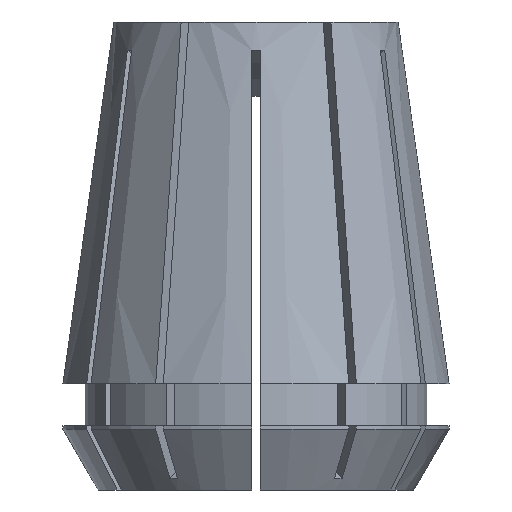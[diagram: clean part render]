
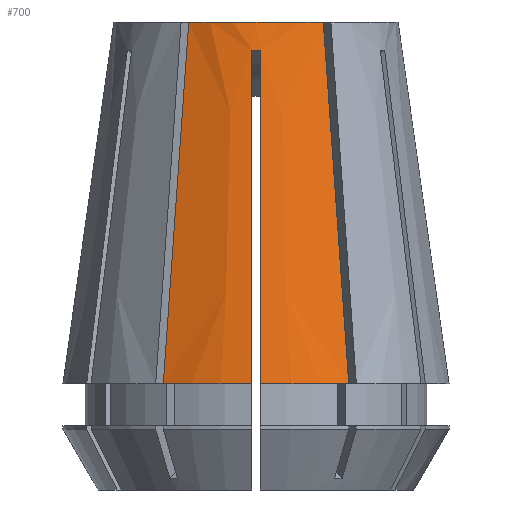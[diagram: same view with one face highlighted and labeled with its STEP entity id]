
A CAD part, front view. The second image highlights one B-rep face of the part: STEP entity #700.
In plain terms, the highlighted conical face has half-angle 8 degrees and reference radius 16.5 mm.
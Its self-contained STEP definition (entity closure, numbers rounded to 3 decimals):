
#23 = B_SPLINE_CURVE_WITH_KNOTS ( 'NONE', 3,
 ( #1499, #3343, #572, #2775, #886, #3067, #1202 ),
 .UNSPECIFIED., .F., .F.,
 ( 4, 3, 4 ),
 ( 0., 0.021, 0.031 ),
 .UNSPECIFIED. ) ;
#134 = CARTESIAN_POINT ( 'NONE',  ( 6.246, -11.569, -7.045 ) ) ;
#255 = CARTESIAN_POINT ( 'NONE',  ( 6.742, -12.427, -14.091 ) ) ;
#302 = CIRCLE ( 'NONE', #1210, 16.5 ) ;
#376 = CARTESIAN_POINT ( 'NONE',  ( 0.375, -12.49, -2.403 ) ) ;
#420 = EDGE_CURVE ( 'NONE', #2238, #1932, #1118, .T. ) ;
#563 = B_SPLINE_CURVE_WITH_KNOTS ( 'NONE', 3,
 ( #2929, #3191, #2618, #2604 ),
 .UNSPECIFIED., .F., .F.,
 ( 4, 4 ),
 ( 0., 0.001 ),
 .UNSPECIFIED. ) ;
#572 = CARTESIAN_POINT ( 'NONE',  ( -6.742, -12.427, -14.091 ) ) ;
#595 = ORIENTED_EDGE ( 'NONE', *, *, #1323, .T. ) ;
#627 = FACE_OUTER_BOUND ( 'NONE', #2548, .T. ) ;
#635 = ORIENTED_EDGE ( 'NONE', *, *, #3727, .T. ) ;
#644 = DIRECTION ( 'NONE',  ( 0., 0., 1. ) ) ;
#700 = ADVANCED_FACE ( 'NONE', ( #627 ), #3716, .T. ) ;
#727 = CARTESIAN_POINT ( 'NONE',  ( 0.375, -16.496, -30.9 ) ) ;
#775 = DIRECTION ( 'NONE',  ( -1., 0., 0. ) ) ;
#886 = CARTESIAN_POINT ( 'NONE',  ( -7.466, -13.681, -24.391 ) ) ;
#899 = DIRECTION ( 'NONE',  ( 0., 0., 1. ) ) ;
#1090 = AXIS2_PLACEMENT_3D ( 'NONE', #2354, #1466, #775 ) ;
#1113 = AXIS2_PLACEMENT_3D ( 'NONE', #2784, #899, #3078 ) ;
#1114 = CARTESIAN_POINT ( 'NONE',  ( -0.375, -16.496, -30.9 ) ) ;
#1118 = B_SPLINE_CURVE_WITH_KNOTS ( 'NONE', 3,
 ( #2407, #2087, #2899, #2527 ),
 .UNSPECIFIED., .F., .F.,
 ( 4, 4 ),
 ( 0.024, 0.052 ),
 .UNSPECIFIED. ) ;
#1144 = CARTESIAN_POINT ( 'NONE',  ( -0.375, -13.825, -11.902 ) ) ;
#1202 = CARTESIAN_POINT ( 'NONE',  ( -7.923, -14.474, -30.9 ) ) ;
#1210 = AXIS2_PLACEMENT_3D ( 'NONE', #2534, #644, #2832 ) ;
#1323 = EDGE_CURVE ( 'NONE', #1772, #1932, #563, .T. ) ;
#1331 = DIRECTION ( 'NONE',  ( 1., 0., 0. ) ) ;
#1340 = DIRECTION ( 'NONE',  ( 0., 0., 1. ) ) ;
#1364 = ORIENTED_EDGE ( 'NONE', *, *, #420, .F. ) ;
#1394 = CIRCLE ( 'NONE', #1113, 16.5 ) ;
#1411 = CARTESIAN_POINT ( 'NONE',  ( -5.751, -10.711, 0. ) ) ;
#1428 = EDGE_CURVE ( 'NONE', #2188, #3311, #3762, .T. ) ;
#1440 = CARTESIAN_POINT ( 'NONE',  ( -0.375, -15.161, -21.401 ) ) ;
#1466 = DIRECTION ( 'NONE',  ( 0., 0., -1. ) ) ;
#1484 = VERTEX_POINT ( 'NONE', #3571 ) ;
#1499 = CARTESIAN_POINT ( 'NONE',  ( -5.751, -10.711, 0. ) ) ;
#1534 = B_SPLINE_CURVE_WITH_KNOTS ( 'NONE', 3,
 ( #3291, #134, #255, #3748, #2572, #2858, #2237 ),
 .UNSPECIFIED., .F., .F.,
 ( 4, 3, 4 ),
 ( 0., 0.021, 0.031 ),
 .UNSPECIFIED. ) ;
#1627 = CARTESIAN_POINT ( 'NONE',  ( 0., 0., 0. ) ) ;
#1725 = EDGE_CURVE ( 'NONE', #3311, #2063, #1534, .T. ) ;
#1772 = VERTEX_POINT ( 'NONE', #1887 ) ;
#1786 = B_SPLINE_CURVE_WITH_KNOTS ( 'NONE', 3,
 ( #1114, #1440, #1144, #3305 ),
 .UNSPECIFIED., .F., .F.,
 ( 4, 4 ),
 ( 0.024, 0.052 ),
 .UNSPECIFIED. ) ;
#1887 = CARTESIAN_POINT ( 'NONE',  ( -0.375, -12.49, -2.403 ) ) ;
#1932 = VERTEX_POINT ( 'NONE', #376 ) ;
#2063 = VERTEX_POINT ( 'NONE', #3188 ) ;
#2067 = ORIENTED_EDGE ( 'NONE', *, *, #1725, .F. ) ;
#2087 = CARTESIAN_POINT ( 'NONE',  ( 0.375, -15.161, -21.401 ) ) ;
#2144 = ORIENTED_EDGE ( 'NONE', *, *, #3225, .T. ) ;
#2152 = CARTESIAN_POINT ( 'NONE',  ( -7.923, -14.474, -30.9 ) ) ;
#2188 = VERTEX_POINT ( 'NONE', #1411 ) ;
#2237 = CARTESIAN_POINT ( 'NONE',  ( 7.923, -14.474, -30.9 ) ) ;
#2238 = VERTEX_POINT ( 'NONE', #727 ) ;
#2354 = CARTESIAN_POINT ( 'NONE',  ( 0., 0., -30.9 ) ) ;
#2407 = CARTESIAN_POINT ( 'NONE',  ( 0.375, -16.496, -30.9 ) ) ;
#2527 = CARTESIAN_POINT ( 'NONE',  ( 0.375, -12.49, -2.403 ) ) ;
#2534 = CARTESIAN_POINT ( 'NONE',  ( 0., 0., -30.9 ) ) ;
#2548 = EDGE_LOOP ( 'NONE', ( #2067, #2872, #3019, #2144, #3410, #595, #1364, #635 ) ) ;
#2553 = CARTESIAN_POINT ( 'NONE',  ( 5.751, -10.711, 0. ) ) ;
#2572 = CARTESIAN_POINT ( 'NONE',  ( 7.466, -13.681, -24.391 ) ) ;
#2604 = CARTESIAN_POINT ( 'NONE',  ( 0.375, -12.49, -2.403 ) ) ;
#2618 = CARTESIAN_POINT ( 'NONE',  ( 0.125, -12.497, -2.399 ) ) ;
#2773 = EDGE_CURVE ( 'NONE', #1484, #1772, #1786, .T. ) ;
#2775 = CARTESIAN_POINT ( 'NONE',  ( -7.237, -13.285, -21.136 ) ) ;
#2784 = CARTESIAN_POINT ( 'NONE',  ( 0., 0., -30.9 ) ) ;
#2826 = VERTEX_POINT ( 'NONE', #2152 ) ;
#2828 = AXIS2_PLACEMENT_3D ( 'NONE', #1627, #1340, #1331 ) ;
#2832 = DIRECTION ( 'NONE',  ( 1., 0., 0. ) ) ;
#2858 = CARTESIAN_POINT ( 'NONE',  ( 7.695, -14.077, -27.645 ) ) ;
#2872 = ORIENTED_EDGE ( 'NONE', *, *, #1428, .F. ) ;
#2899 = CARTESIAN_POINT ( 'NONE',  ( 0.375, -13.825, -11.902 ) ) ;
#2929 = CARTESIAN_POINT ( 'NONE',  ( -0.375, -12.49, -2.403 ) ) ;
#3019 = ORIENTED_EDGE ( 'NONE', *, *, #3704, .T. ) ;
#3067 = CARTESIAN_POINT ( 'NONE',  ( -7.695, -14.077, -27.645 ) ) ;
#3078 = DIRECTION ( 'NONE',  ( 1., 0., 0. ) ) ;
#3188 = CARTESIAN_POINT ( 'NONE',  ( 7.923, -14.474, -30.9 ) ) ;
#3191 = CARTESIAN_POINT ( 'NONE',  ( -0.125, -12.497, -2.399 ) ) ;
#3225 = EDGE_CURVE ( 'NONE', #2826, #1484, #302, .T. ) ;
#3291 = CARTESIAN_POINT ( 'NONE',  ( 5.751, -10.711, 0. ) ) ;
#3305 = CARTESIAN_POINT ( 'NONE',  ( -0.375, -12.49, -2.403 ) ) ;
#3311 = VERTEX_POINT ( 'NONE', #2553 ) ;
#3343 = CARTESIAN_POINT ( 'NONE',  ( -6.246, -11.569, -7.045 ) ) ;
#3410 = ORIENTED_EDGE ( 'NONE', *, *, #2773, .T. ) ;
#3571 = CARTESIAN_POINT ( 'NONE',  ( -0.375, -16.496, -30.9 ) ) ;
#3704 = EDGE_CURVE ( 'NONE', #2188, #2826, #23, .T. ) ;
#3716 = CONICAL_SURFACE ( 'NONE', #1090, 16.5, 0.14 ) ;
#3727 = EDGE_CURVE ( 'NONE', #2238, #2063, #1394, .T. ) ;
#3748 = CARTESIAN_POINT ( 'NONE',  ( 7.237, -13.285, -21.136 ) ) ;
#3762 = CIRCLE ( 'NONE', #2828, 12.158 ) ;
